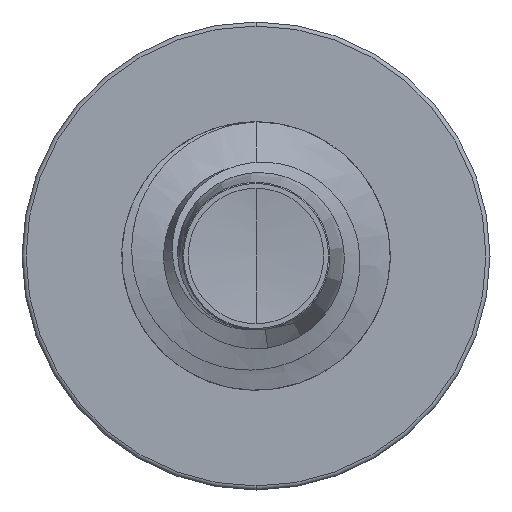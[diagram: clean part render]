
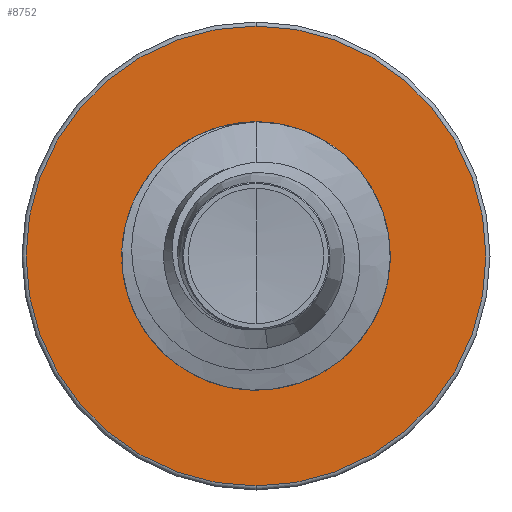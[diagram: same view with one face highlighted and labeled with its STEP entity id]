
A CAD part, front view. The second image highlights one B-rep face of the part: STEP entity #8752.
In plain terms, the highlighted planar face has unit normal (0, -1, 0).
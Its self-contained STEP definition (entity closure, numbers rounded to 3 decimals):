
#80 = DIRECTION ( 'NONE',  ( 0., 0., 1. ) ) ;
#97 = DIRECTION ( 'NONE',  ( 0., 1., 0. ) ) ;
#105 = CARTESIAN_POINT ( 'NONE',  ( 0., 5., 0. ) ) ;
#846 = VERTEX_POINT ( 'NONE', #9997 ) ;
#1050 = AXIS2_PLACEMENT_3D ( 'NONE', #6451, #5899, #5897 ) ;
#1531 = ORIENTED_EDGE ( 'NONE', *, *, #10106, .T. ) ;
#2092 = CARTESIAN_POINT ( 'NONE',  ( 0., 5., 2.998 ) ) ;
#3969 = AXIS2_PLACEMENT_3D ( 'NONE', #105, #97, #80 ) ;
#4337 = AXIS2_PLACEMENT_3D ( 'NONE', #5723, #5712, #5697 ) ;
#4664 = AXIS2_PLACEMENT_3D ( 'NONE', #8379, #8375, #8367 ) ;
#5136 = CARTESIAN_POINT ( 'NONE',  ( 0., 5., 1.722 ) ) ;
#5357 = AXIS2_PLACEMENT_3D ( 'NONE', #8310, #8264, #8253 ) ;
#5614 = FACE_OUTER_BOUND ( 'NONE', #9577, .T. ) ;
#5697 = DIRECTION ( 'NONE',  ( 0., 0., 1. ) ) ;
#5712 = DIRECTION ( 'NONE',  ( 0., 1., 0. ) ) ;
#5723 = CARTESIAN_POINT ( 'NONE',  ( 0., 5., 0. ) ) ;
#5855 = ORIENTED_EDGE ( 'NONE', *, *, #11853, .F. ) ;
#5897 = DIRECTION ( 'NONE',  ( 0., 0., 1. ) ) ;
#5899 = DIRECTION ( 'NONE',  ( 0., 1., 0. ) ) ;
#5973 = VERTEX_POINT ( 'NONE', #5136 ) ;
#6451 = CARTESIAN_POINT ( 'NONE',  ( 0., 5., 0. ) ) ;
#6618 = EDGE_LOOP ( 'NONE', ( #11982, #1531 ) ) ;
#7499 = VERTEX_POINT ( 'NONE', #2092 ) ;
#8253 = DIRECTION ( 'NONE',  ( 0., 0., 1. ) ) ;
#8264 = DIRECTION ( 'NONE',  ( 0., 1., 0. ) ) ;
#8310 = CARTESIAN_POINT ( 'NONE',  ( 0., 5., -1.722 ) ) ;
#8367 = DIRECTION ( 'NONE',  ( 0., 0., 1. ) ) ;
#8375 = DIRECTION ( 'NONE',  ( 0., 1., 0. ) ) ;
#8379 = CARTESIAN_POINT ( 'NONE',  ( 0., 5., 0. ) ) ;
#8479 = VERTEX_POINT ( 'NONE', #12322 ) ;
#8752 = ADVANCED_FACE ( 'NONE', ( #5614, #10036 ), #9145, .F. ) ;
#9145 = PLANE ( 'NONE',  #5357 ) ;
#9577 = EDGE_LOOP ( 'NONE', ( #5855, #10278 ) ) ;
#9649 = EDGE_CURVE ( 'NONE', #8479, #7499, #12324, .T. ) ;
#9876 = EDGE_CURVE ( 'NONE', #5973, #846, #11737, .T. ) ;
#9997 = CARTESIAN_POINT ( 'NONE',  ( 0., 5., -1.722 ) ) ;
#10036 = FACE_BOUND ( 'NONE', #6618, .T. ) ;
#10106 = EDGE_CURVE ( 'NONE', #846, #5973, #12384, .T. ) ;
#10278 = ORIENTED_EDGE ( 'NONE', *, *, #9649, .F. ) ;
#10898 = CIRCLE ( 'NONE', #1050, 2.998 ) ;
#11737 = CIRCLE ( 'NONE', #4337, 1.722 ) ;
#11853 = EDGE_CURVE ( 'NONE', #7499, #8479, #10898, .T. ) ;
#11982 = ORIENTED_EDGE ( 'NONE', *, *, #9876, .T. ) ;
#12322 = CARTESIAN_POINT ( 'NONE',  ( 0., 5., -2.998 ) ) ;
#12324 = CIRCLE ( 'NONE', #4664, 2.998 ) ;
#12384 = CIRCLE ( 'NONE', #3969, 1.722 ) ;
